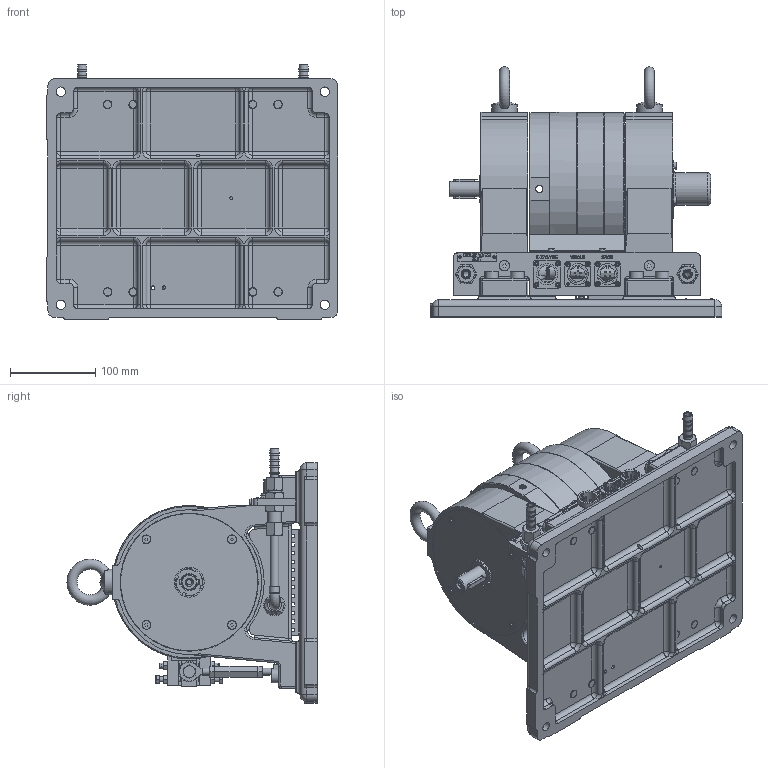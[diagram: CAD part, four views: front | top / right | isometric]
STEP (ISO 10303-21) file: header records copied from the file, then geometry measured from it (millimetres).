
FILE_DESCRIPTION (( 'STEP AP203' ), '1' );
FILE_NAME ('312-101-000-051_EF.STEP', '2014-01-06T06:24:03', ( 'ajoy' ), ( 'Microsoft' ), 'SwSTEP 2.0', 'SolidWorks 2012', '' );
FILE_SCHEMA (( 'CONFIG_CONTROL_DESIGN' ));
Products named in the file (1): 312-101-000-051_EF
Bounding box: 342 x 293.49 x 298.5 mm (x, y, z)
Surface area: 716975.9 mm2 (no closed solid volume)
Topology: 0 solids, 200 shells, 1248 faces, 6046 edges, 4844 vertices
Faces by surface type: plane 565, cylinder 367, torus 112, cone 107, sphere 72, bspline 25
Full cylindrical faces by diameter (mm): 1.5 x9, 2.5 x2, 3.3 x3, 4.2 x2, 5.5 x13, 6 x4, 6.4 x1, 7 x5, 8 x2, 8.5 x5, 10 x26, 10.4 x8, 10.5 x1, 11 x10, 11.5 x6, 12 x7, 14 x1, 15 x1, 16 x12, 18 x9, 20 x1, 24.5 x2, 25 x3, 30 x2, 35 x1, 38 x1, 68 x1, 161 x2, 162 x1, 180 x2
Entity records: 68220 total; most frequent: CARTESIAN_POINT 25205, DIRECTION 7731, ORIENTED_EDGE 7546, EDGE_CURVE 5666, VERTEX_POINT 4760, LINE 2681, VECTOR 2681, AXIS2_PLACEMENT_3D 2525
